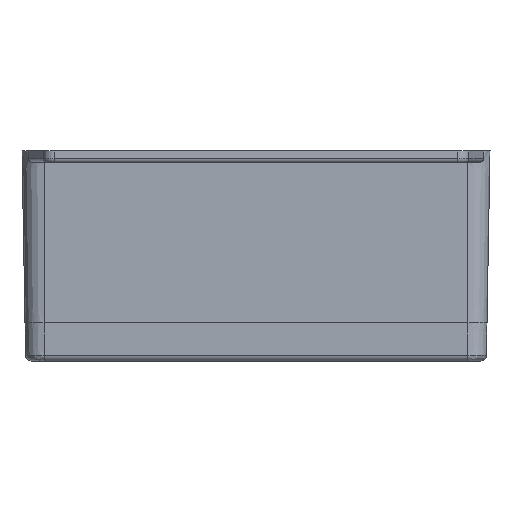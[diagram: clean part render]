
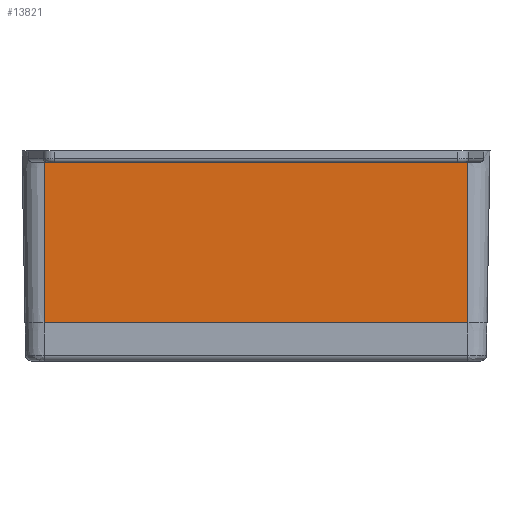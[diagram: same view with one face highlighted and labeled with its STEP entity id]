
A CAD part, front view. The second image highlights one B-rep face of the part: STEP entity #13821.
In plain terms, the highlighted planar face has unit normal (0, -1, -0.018).
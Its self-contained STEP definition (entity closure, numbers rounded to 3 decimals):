
#136 = AXIS2_PLACEMENT_3D ( 'NONE', #236, #235, #234 ) ;
#168 = LINE ( 'NONE', #215, #220 ) ;
#192 = DIRECTION ( 'NONE',  ( 0., 0.017, -1. ) ) ;
#193 = VECTOR ( 'NONE', #192, 1000. ) ;
#194 = CARTESIAN_POINT ( 'NONE',  ( -572.231, 2028.965, 4.263 ) ) ;
#214 = DIRECTION ( 'NONE',  ( 0., 0.017, -1. ) ) ;
#215 = CARTESIAN_POINT ( 'NONE',  ( -461.231, 2028.965, 4.263 ) ) ;
#217 = FACE_OUTER_BOUND ( 'NONE', #13808, .T. ) ;
#218 = CARTESIAN_POINT ( 'NONE',  ( -572.231, 2028.965, 4.263 ) ) ;
#220 = VECTOR ( 'NONE', #214, 1000. ) ;
#234 = DIRECTION ( 'NONE',  ( 0., 0.017, -1. ) ) ;
#235 = DIRECTION ( 'NONE',  ( 0., -1., -0.017 ) ) ;
#236 = CARTESIAN_POINT ( 'NONE',  ( -572.231, 2028.965, 4.263 ) ) ;
#238 = PLANE ( 'NONE',  #136 ) ;
#249 = LINE ( 'NONE', #194, #193 ) ;
#271 = DIRECTION ( 'NONE',  ( -1., 0., 0. ) ) ;
#272 = VECTOR ( 'NONE', #271, 1000. ) ;
#273 = CARTESIAN_POINT ( 'NONE',  ( -572.231, 2028.965, 4.263 ) ) ;
#274 = LINE ( 'NONE', #273, #272 ) ;
#8230 = VERTEX_POINT ( 'NONE', #18332 ) ;
#8235 = VERTEX_POINT ( 'NONE', #18323 ) ;
#8240 = EDGE_CURVE ( 'NONE', #8230, #8235, #18373, .T. ) ;
#13758 = VERTEX_POINT ( 'NONE', #19485 ) ;
#13800 = ORIENTED_EDGE ( 'NONE', *, *, #13814, .F. ) ;
#13807 = VERTEX_POINT ( 'NONE', #218 ) ;
#13808 = EDGE_LOOP ( 'NONE', ( #13800, #13832, #13825, #13826 ) ) ;
#13814 = EDGE_CURVE ( 'NONE', #8230, #13758, #168, .T. ) ;
#13820 = EDGE_CURVE ( 'NONE', #8235, #13807, #249, .T. ) ;
#13821 = ADVANCED_FACE ( 'NONE', ( #217 ), #238, .T. ) ;
#13825 = ORIENTED_EDGE ( 'NONE', *, *, #13820, .T. ) ;
#13826 = ORIENTED_EDGE ( 'NONE', *, *, #13840, .F. ) ;
#13832 = ORIENTED_EDGE ( 'NONE', *, *, #8240, .T. ) ;
#13840 = EDGE_CURVE ( 'NONE', #13758, #13807, #274, .T. ) ;
#18323 = CARTESIAN_POINT ( 'NONE',  ( -572.231, 2028.232, 46.263 ) ) ;
#18332 = CARTESIAN_POINT ( 'NONE',  ( -461.231, 2028.232, 46.263 ) ) ;
#18362 = DIRECTION ( 'NONE',  ( -1., 0., 0. ) ) ;
#18363 = VECTOR ( 'NONE', #18362, 1000. ) ;
#18364 = CARTESIAN_POINT ( 'NONE',  ( -572.231, 2028.232, 46.263 ) ) ;
#18373 = LINE ( 'NONE', #18364, #18363 ) ;
#19485 = CARTESIAN_POINT ( 'NONE',  ( -461.231, 2028.965, 4.263 ) ) ;
